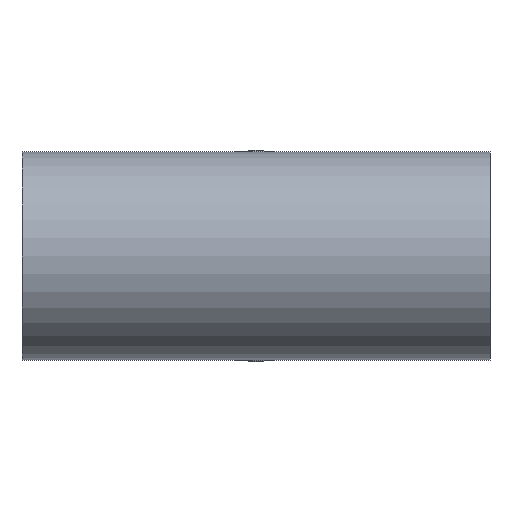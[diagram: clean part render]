
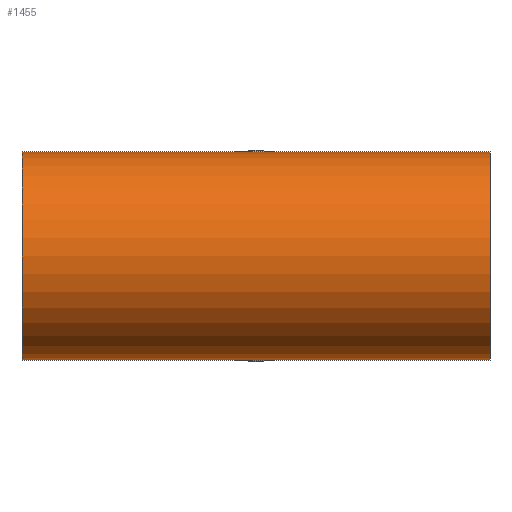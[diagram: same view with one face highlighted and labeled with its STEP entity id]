
A CAD part, front view. The second image highlights one B-rep face of the part: STEP entity #1455.
In plain terms, the highlighted cylindrical face has radius 38.1 mm (diameter 76.2 mm), a partial arc.
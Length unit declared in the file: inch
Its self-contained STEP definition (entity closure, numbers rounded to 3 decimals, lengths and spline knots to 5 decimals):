
#243 = DIRECTION ( 'NONE',  ( 1., 0., 0. ) ) ;
#263 = EDGE_LOOP ( 'NONE', ( #2605, #1179, #2567, #2727 ) ) ;
#449 = FACE_OUTER_BOUND ( 'NONE', #263, .T. ) ;
#526 = AXIS2_PLACEMENT_3D ( 'NONE', #1277, #243, #1940 ) ;
#589 = EDGE_CURVE ( 'NONE', #1033, #2341, #1309, .T. ) ;
#638 = VERTEX_POINT ( 'NONE', #2572 ) ;
#718 = EDGE_CURVE ( 'NONE', #638, #2341, #2299, .T. ) ;
#754 = AXIS2_PLACEMENT_3D ( 'NONE', #2443, #1119, #1325 ) ;
#897 = CARTESIAN_POINT ( 'NONE',  ( 3.37402, 0., -1.5 ) ) ;
#1033 = VERTEX_POINT ( 'NONE', #1191 ) ;
#1064 = DIRECTION ( 'NONE',  ( -1., 0., 0. ) ) ;
#1119 = DIRECTION ( 'NONE',  ( 1., 0., 0. ) ) ;
#1179 = ORIENTED_EDGE ( 'NONE', *, *, #2343, .F. ) ;
#1191 = CARTESIAN_POINT ( 'NONE',  ( 3.37402, 0., -1.5 ) ) ;
#1201 = VECTOR ( 'NONE', #2350, 39.37008 ) ;
#1221 = VECTOR ( 'NONE', #1064, 39.37008 ) ;
#1277 = CARTESIAN_POINT ( 'NONE',  ( 3.37402, 0., 0. ) ) ;
#1309 = LINE ( 'NONE', #897, #1221 ) ;
#1325 = DIRECTION ( 'NONE',  ( 0., 0., -1. ) ) ;
#1349 = AXIS2_PLACEMENT_3D ( 'NONE', #2252, #2062, #2043 ) ;
#1365 = CYLINDRICAL_SURFACE ( 'NONE', #1349, 1.5 ) ;
#1455 = ADVANCED_FACE ( 'NONE', ( #449 ), #1365, .T. ) ;
#1667 = CARTESIAN_POINT ( 'NONE',  ( 3.37402, 0., 1.5 ) ) ;
#1672 = EDGE_CURVE ( 'NONE', #2116, #638, #2087, .T. ) ;
#1710 = CARTESIAN_POINT ( 'NONE',  ( -3.37402, 0., -1.5 ) ) ;
#1855 = CIRCLE ( 'NONE', #526, 1.5 ) ;
#1940 = DIRECTION ( 'NONE',  ( 0., 0., -1. ) ) ;
#2043 = DIRECTION ( 'NONE',  ( 0., 0., 1. ) ) ;
#2062 = DIRECTION ( 'NONE',  ( -1., 0., 0. ) ) ;
#2087 = LINE ( 'NONE', #1667, #1201 ) ;
#2116 = VERTEX_POINT ( 'NONE', #2651 ) ;
#2252 = CARTESIAN_POINT ( 'NONE',  ( 3.37402, 0., 0. ) ) ;
#2299 = CIRCLE ( 'NONE', #754, 1.5 ) ;
#2341 = VERTEX_POINT ( 'NONE', #1710 ) ;
#2343 = EDGE_CURVE ( 'NONE', #2116, #1033, #1855, .T. ) ;
#2350 = DIRECTION ( 'NONE',  ( -1., 0., 0. ) ) ;
#2443 = CARTESIAN_POINT ( 'NONE',  ( -3.37402, 0., 0. ) ) ;
#2567 = ORIENTED_EDGE ( 'NONE', *, *, #1672, .T. ) ;
#2572 = CARTESIAN_POINT ( 'NONE',  ( -3.37402, 0., 1.5 ) ) ;
#2605 = ORIENTED_EDGE ( 'NONE', *, *, #589, .F. ) ;
#2651 = CARTESIAN_POINT ( 'NONE',  ( 3.37402, 0., 1.5 ) ) ;
#2727 = ORIENTED_EDGE ( 'NONE', *, *, #718, .T. ) ;
